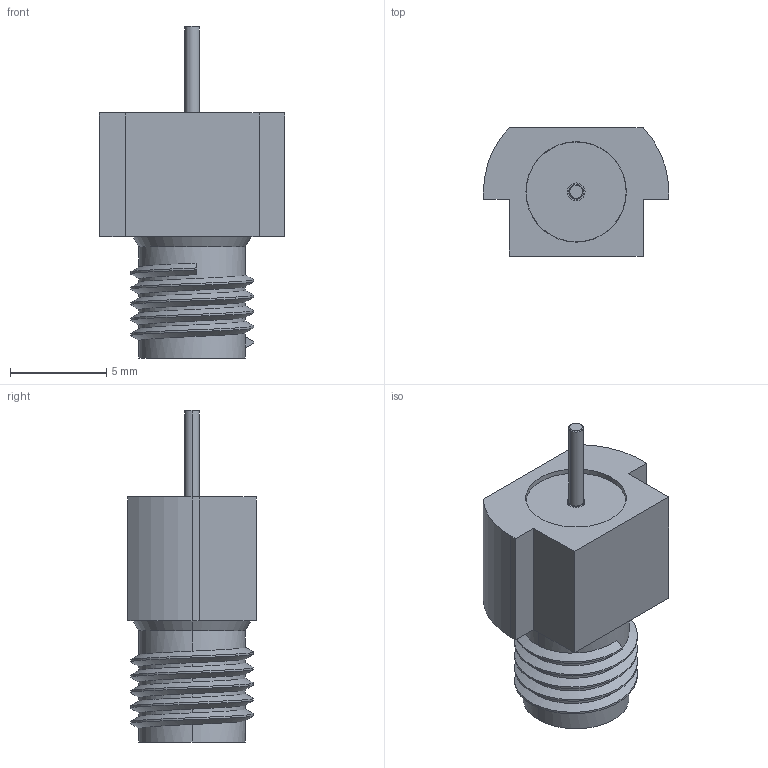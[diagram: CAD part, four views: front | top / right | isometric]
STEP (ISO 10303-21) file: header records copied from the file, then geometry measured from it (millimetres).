
FILE_DESCRIPTION (( 'STEP AP214' ), '1' );
FILE_NAME ('142-0721-882.STEP', '2023-08-05T13:26:25', ( '' ), ( '' ), 'SwSTEP 2.0', 'SolidWorks 2021', '' );
FILE_SCHEMA (( 'AUTOMOTIVE_DESIGN' ));
Length unit declared in the file: inch
Products named in the file (1): 142-0721-882
Bounding box: 9.6 x 6.65 x 17.21 mm (x, y, z)
Volume: 474.4 mm3; surface area: 943.1 mm2
Topology: 4 solids, 4 shells, 53 faces, 123 edges, 80 vertices
Faces by surface type: cylinder 28, plane 18, cone 4, bspline 3
Entity records: 2969 total; most frequent: CARTESIAN_POINT 1059, ORIENTED_EDGE 246, DIRECTION 238, EDGE_CURVE 123, AXIS2_PLACEMENT_3D 93, VERTEX_POINT 80, EDGE_LOOP 61, LENGTH_MEASURE_WITH_UNIT 57
